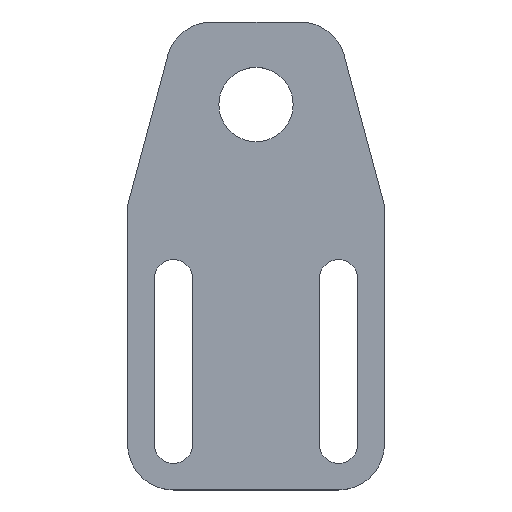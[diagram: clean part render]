
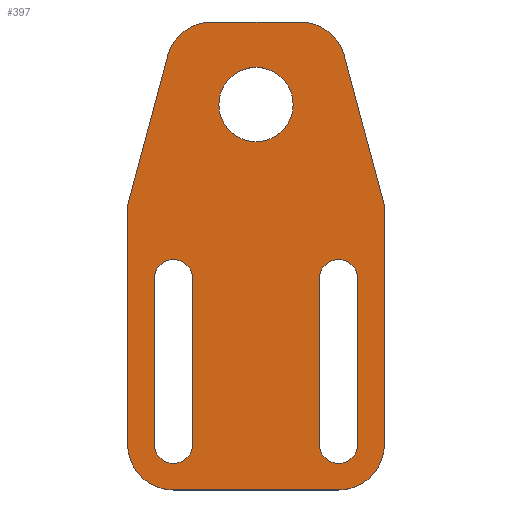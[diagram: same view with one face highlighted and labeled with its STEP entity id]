
A CAD part, top view. The second image highlights one B-rep face of the part: STEP entity #397.
In plain terms, the highlighted planar face has unit normal (0, 0, 1).
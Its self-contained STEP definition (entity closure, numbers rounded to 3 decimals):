
#29=LINE('',#593,#67);
#30=LINE('',#597,#68);
#31=LINE('',#598,#69);
#32=LINE('',#603,#70);
#33=LINE('',#607,#71);
#34=LINE('',#609,#72);
#35=LINE('',#613,#73);
#36=LINE('',#617,#74);
#37=LINE('',#623,#75);
#38=LINE('',#627,#76);
#67=VECTOR('',#476,1000.);
#68=VECTOR('',#479,1000.);
#69=VECTOR('',#480,1000.);
#70=VECTOR('',#483,1000.);
#71=VECTOR('',#486,1000.);
#72=VECTOR('',#487,1000.);
#73=VECTOR('',#490,1000.);
#74=VECTOR('',#493,1000.);
#75=VECTOR('',#498,1000.);
#76=VECTOR('',#501,1000.);
#105=ORIENTED_EDGE('',*,*,#217,.F.);
#106=ORIENTED_EDGE('',*,*,#218,.F.);
#107=ORIENTED_EDGE('',*,*,#219,.F.);
#108=ORIENTED_EDGE('',*,*,#220,.F.);
#109=ORIENTED_EDGE('',*,*,#221,.F.);
#110=ORIENTED_EDGE('',*,*,#222,.T.);
#111=ORIENTED_EDGE('',*,*,#223,.F.);
#112=ORIENTED_EDGE('',*,*,#224,.T.);
#113=ORIENTED_EDGE('',*,*,#225,.F.);
#114=ORIENTED_EDGE('',*,*,#226,.F.);
#115=ORIENTED_EDGE('',*,*,#227,.T.);
#116=ORIENTED_EDGE('',*,*,#228,.F.);
#117=ORIENTED_EDGE('',*,*,#229,.T.);
#118=ORIENTED_EDGE('',*,*,#230,.F.);
#119=ORIENTED_EDGE('',*,*,#231,.T.);
#120=ORIENTED_EDGE('',*,*,#232,.T.);
#121=ORIENTED_EDGE('',*,*,#233,.T.);
#122=ORIENTED_EDGE('',*,*,#234,.T.);
#123=ORIENTED_EDGE('',*,*,#235,.T.);
#217=EDGE_CURVE('',#273,#274,#311,.T.);
#218=EDGE_CURVE('',#275,#273,#29,.T.);
#219=EDGE_CURVE('',#276,#275,#312,.T.);
#220=EDGE_CURVE('',#274,#276,#30,.T.);
#221=EDGE_CURVE('',#277,#278,#31,.T.);
#222=EDGE_CURVE('',#277,#279,#313,.F.);
#223=EDGE_CURVE('',#280,#279,#32,.T.);
#224=EDGE_CURVE('',#280,#281,#314,.F.);
#225=EDGE_CURVE('',#282,#281,#33,.T.);
#226=EDGE_CURVE('',#283,#282,#34,.T.);
#227=EDGE_CURVE('',#283,#284,#315,.F.);
#228=EDGE_CURVE('',#285,#284,#35,.T.);
#229=EDGE_CURVE('',#285,#286,#316,.F.);
#230=EDGE_CURVE('',#278,#286,#36,.T.);
#231=EDGE_CURVE('',#287,#287,#317,.T.);
#232=EDGE_CURVE('',#288,#289,#318,.T.);
#233=EDGE_CURVE('',#289,#290,#37,.T.);
#234=EDGE_CURVE('',#290,#291,#319,.T.);
#235=EDGE_CURVE('',#291,#288,#38,.T.);
#273=VERTEX_POINT('',#591);
#274=VERTEX_POINT('',#592);
#275=VERTEX_POINT('',#594);
#276=VERTEX_POINT('',#596);
#277=VERTEX_POINT('',#599);
#278=VERTEX_POINT('',#600);
#279=VERTEX_POINT('',#602);
#280=VERTEX_POINT('',#604);
#281=VERTEX_POINT('',#606);
#282=VERTEX_POINT('',#608);
#283=VERTEX_POINT('',#610);
#284=VERTEX_POINT('',#612);
#285=VERTEX_POINT('',#614);
#286=VERTEX_POINT('',#616);
#287=VERTEX_POINT('',#619);
#288=VERTEX_POINT('',#621);
#289=VERTEX_POINT('',#622);
#290=VERTEX_POINT('',#624);
#291=VERTEX_POINT('',#626);
#311=CIRCLE('',#432,2.1);
#312=CIRCLE('',#433,2.1);
#313=CIRCLE('',#434,5.);
#314=CIRCLE('',#435,5.);
#315=CIRCLE('',#436,5.);
#316=CIRCLE('',#437,5.);
#317=CIRCLE('',#438,4.05);
#318=CIRCLE('',#439,2.1);
#319=CIRCLE('',#440,2.1);
#329=EDGE_LOOP('',(#105,#106,#107,#108));
#330=EDGE_LOOP('',(#109,#110,#111,#112,#113,#114,#115,#116,#117,#118));
#331=EDGE_LOOP('',(#119));
#332=EDGE_LOOP('',(#120,#121,#122,#123));
#357=FACE_BOUND('',#329,.T.);
#358=FACE_BOUND('',#330,.T.);
#359=FACE_BOUND('',#331,.T.);
#360=FACE_BOUND('',#332,.T.);
#385=PLANE('',#431);
#397=ADVANCED_FACE('',(#357,#358,#359,#360),#385,.F.);
#431=AXIS2_PLACEMENT_3D('',#589,#472,#473);
#432=AXIS2_PLACEMENT_3D('',#590,#474,#475);
#433=AXIS2_PLACEMENT_3D('',#595,#477,#478);
#434=AXIS2_PLACEMENT_3D('',#601,#481,#482);
#435=AXIS2_PLACEMENT_3D('',#605,#484,#485);
#436=AXIS2_PLACEMENT_3D('',#611,#488,#489);
#437=AXIS2_PLACEMENT_3D('',#615,#491,#492);
#438=AXIS2_PLACEMENT_3D('',#618,#494,#495);
#439=AXIS2_PLACEMENT_3D('',#620,#496,#497);
#440=AXIS2_PLACEMENT_3D('',#625,#499,#500);
#472=DIRECTION('',(0.,0.,-1.));
#473=DIRECTION('',(-1.,0.,0.));
#474=DIRECTION('',(0.,0.,1.));
#475=DIRECTION('',(1.,0.,0.));
#476=DIRECTION('',(0.,1.,0.));
#477=DIRECTION('',(0.,0.,1.));
#478=DIRECTION('',(-1.,0.,0.));
#479=DIRECTION('',(0.,-1.,0.));
#480=DIRECTION('',(0.259,-0.966,0.));
#481=DIRECTION('',(0.,0.,-1.));
#482=DIRECTION('',(-1.,0.,0.));
#483=DIRECTION('',(1.,0.,0.));
#484=DIRECTION('',(0.,0.,-1.));
#485=DIRECTION('',(-1.,0.,0.));
#486=DIRECTION('',(0.259,0.966,0.));
#487=DIRECTION('',(0.,1.,0.));
#488=DIRECTION('',(0.,0.,-1.));
#489=DIRECTION('',(-1.,0.,0.));
#490=DIRECTION('',(-1.,0.,0.));
#491=DIRECTION('',(0.,0.,-1.));
#492=DIRECTION('',(-1.,0.,0.));
#493=DIRECTION('',(0.,-1.,0.));
#494=DIRECTION('',(0.,0.,-1.));
#495=DIRECTION('',(-1.,0.,0.));
#496=DIRECTION('',(0.,0.,-1.));
#497=DIRECTION('',(-1.,0.,0.));
#498=DIRECTION('',(0.,-1.,0.));
#499=DIRECTION('',(0.,0.,-1.));
#500=DIRECTION('',(1.,0.,0.));
#501=DIRECTION('',(0.,1.,0.));
#589=CARTESIAN_POINT('',(0.,0.,1.5));
#590=CARTESIAN_POINT('',(9.,1.,1.5));
#591=CARTESIAN_POINT('',(11.1,1.,1.5));
#592=CARTESIAN_POINT('',(6.9,1.,1.5));
#593=CARTESIAN_POINT('',(11.1,-17.079,1.5));
#594=CARTESIAN_POINT('',(11.1,-17.,1.5));
#595=CARTESIAN_POINT('',(9.,-17.,1.5));
#596=CARTESIAN_POINT('',(6.9,-17.,1.5));
#597=CARTESIAN_POINT('',(6.9,0.921,1.5));
#598=CARTESIAN_POINT('',(7.377,33.718,1.5));
#599=CARTESIAN_POINT('',(9.634,25.294,1.5));
#600=CARTESIAN_POINT('',(14.,9.,1.5));
#601=CARTESIAN_POINT('',(4.804,24.,1.5));
#602=CARTESIAN_POINT('',(4.804,29.,1.5));
#603=CARTESIAN_POINT('',(8.641,29.,1.5));
#604=CARTESIAN_POINT('',(-4.804,29.,1.5));
#605=CARTESIAN_POINT('',(-4.804,24.,1.5));
#606=CARTESIAN_POINT('',(-9.634,25.294,1.5));
#607=CARTESIAN_POINT('',(-7.377,33.718,1.5));
#608=CARTESIAN_POINT('',(-14.,9.,1.5));
#609=CARTESIAN_POINT('',(-14.,14.057,1.5));
#610=CARTESIAN_POINT('',(-14.,-17.,1.5));
#611=CARTESIAN_POINT('',(-9.,-17.,1.5));
#612=CARTESIAN_POINT('',(-9.,-22.,1.5));
#613=CARTESIAN_POINT('',(-14.,-22.,1.5));
#614=CARTESIAN_POINT('',(9.,-22.,1.5));
#615=CARTESIAN_POINT('',(9.,-17.,1.5));
#616=CARTESIAN_POINT('',(14.,-17.,1.5));
#617=CARTESIAN_POINT('',(14.,-22.079,1.5));
#618=CARTESIAN_POINT('',(0.,20.,1.5));
#619=CARTESIAN_POINT('',(-4.05,20.,1.5));
#620=CARTESIAN_POINT('',(-9.,1.,1.5));
#621=CARTESIAN_POINT('',(-11.1,1.,1.5));
#622=CARTESIAN_POINT('',(-6.9,1.,1.5));
#623=CARTESIAN_POINT('',(-6.9,0.921,1.5));
#624=CARTESIAN_POINT('',(-6.9,-17.,1.5));
#625=CARTESIAN_POINT('',(-9.,-17.,1.5));
#626=CARTESIAN_POINT('',(-11.1,-17.,1.5));
#627=CARTESIAN_POINT('',(-11.1,-17.079,1.5));
